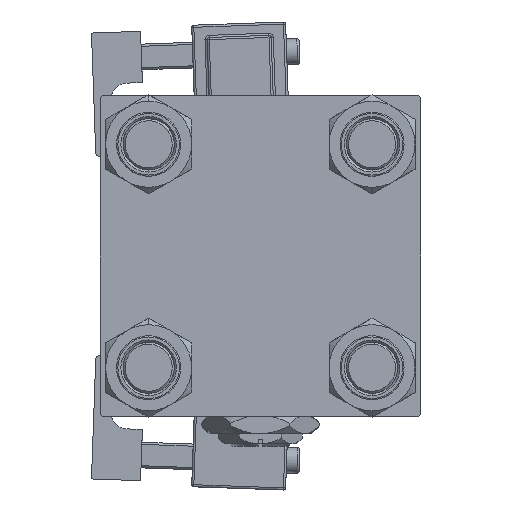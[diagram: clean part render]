
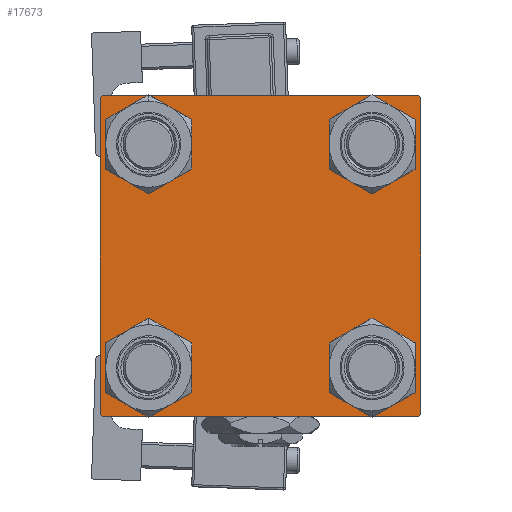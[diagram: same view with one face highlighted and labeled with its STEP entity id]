
A CAD part, left-side view. The second image highlights one B-rep face of the part: STEP entity #17673.
In plain terms, the highlighted planar face has unit normal (-1, 0, 0).
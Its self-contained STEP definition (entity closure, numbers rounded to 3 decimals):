
#920 = VECTOR ( 'NONE', #37238, 1000. ) ;
#1134 = CARTESIAN_POINT ( 'NONE',  ( 0., 37.5, 37.5 ) ) ;
#1372 = CARTESIAN_POINT ( 'NONE',  ( 0., 37., 37.5 ) ) ;
#1460 = LINE ( 'NONE', #5409, #22025 ) ;
#1564 = EDGE_CURVE ( 'NONE', #42788, #51538, #43392, .T. ) ;
#1714 = VECTOR ( 'NONE', #29719, 1000. ) ;
#2395 = CARTESIAN_POINT ( 'NONE',  ( 0., 26.15, -19.65 ) ) ;
#2521 = VERTEX_POINT ( 'NONE', #15231 ) ;
#2668 = EDGE_CURVE ( 'NONE', #16831, #18720, #4213, .T. ) ;
#2691 = VERTEX_POINT ( 'NONE', #42847 ) ;
#2950 = CARTESIAN_POINT ( 'NONE',  ( 0., -37., -37.5 ) ) ;
#3157 = CIRCLE ( 'NONE', #17510, 6.5 ) ;
#4213 = LINE ( 'NONE', #20576, #29906 ) ;
#5409 = CARTESIAN_POINT ( 'NONE',  ( 0., -37.25, 37.25 ) ) ;
#5547 = AXIS2_PLACEMENT_3D ( 'NONE', #55450, #8361, #34019 ) ;
#5571 = CARTESIAN_POINT ( 'NONE',  ( 0., 37.5, -37.5 ) ) ;
#5904 = EDGE_CURVE ( 'NONE', #39899, #8305, #6118, .T. ) ;
#5907 = ORIENTED_EDGE ( 'NONE', *, *, #24698, .T. ) ;
#6118 = CIRCLE ( 'NONE', #33124, 6.5 ) ;
#6852 = CARTESIAN_POINT ( 'NONE',  ( 0., -26.15, -26.15 ) ) ;
#7708 = AXIS2_PLACEMENT_3D ( 'NONE', #6852, #15593, #11354 ) ;
#8224 = CIRCLE ( 'NONE', #5547, 6.5 ) ;
#8305 = VERTEX_POINT ( 'NONE', #38655 ) ;
#8361 = DIRECTION ( 'NONE',  ( 1., 0., 0. ) ) ;
#8508 = CARTESIAN_POINT ( 'NONE',  ( 0., 26.15, 26.15 ) ) ;
#8640 = CARTESIAN_POINT ( 'NONE',  ( 0., 26.15, 26.15 ) ) ;
#8850 = EDGE_CURVE ( 'NONE', #10975, #2691, #11966, .T. ) ;
#10777 = EDGE_CURVE ( 'NONE', #14540, #25864, #20025, .T. ) ;
#10975 = VERTEX_POINT ( 'NONE', #1372 ) ;
#11354 = DIRECTION ( 'NONE',  ( 0., 0., 1. ) ) ;
#11966 = LINE ( 'NONE', #46927, #1714 ) ;
#12452 = DIRECTION ( 'NONE',  ( 1., 0., 0. ) ) ;
#13948 = CARTESIAN_POINT ( 'NONE',  ( 0., -26.15, -19.65 ) ) ;
#13956 = CIRCLE ( 'NONE', #29273, 6.5 ) ;
#13963 = ORIENTED_EDGE ( 'NONE', *, *, #25632, .T. ) ;
#13977 = FACE_BOUND ( 'NONE', #20173, .T. ) ;
#14540 = VERTEX_POINT ( 'NONE', #45453 ) ;
#14709 = DIRECTION ( 'NONE',  ( 1., 0., 0. ) ) ;
#14914 = AXIS2_PLACEMENT_3D ( 'NONE', #16200, #16762, #41329 ) ;
#15104 = ORIENTED_EDGE ( 'NONE', *, *, #2668, .T. ) ;
#15231 = CARTESIAN_POINT ( 'NONE',  ( 0., -26.15, -32.65 ) ) ;
#15593 = DIRECTION ( 'NONE',  ( 1., 0., 0. ) ) ;
#16159 = EDGE_CURVE ( 'NONE', #51538, #42788, #8224, .T. ) ;
#16200 = CARTESIAN_POINT ( 'NONE',  ( 0., -26.15, -26.15 ) ) ;
#16762 = DIRECTION ( 'NONE',  ( 1., 0., 0. ) ) ;
#16831 = VERTEX_POINT ( 'NONE', #2950 ) ;
#17391 = CARTESIAN_POINT ( 'NONE',  ( 0., 26.15, 19.65 ) ) ;
#17510 = AXIS2_PLACEMENT_3D ( 'NONE', #8508, #12452, #38670 ) ;
#17673 = ADVANCED_FACE ( 'NONE', ( #19308, #44701, #31167, #13977, #22719 ), #40467, .T. ) ;
#18720 = VERTEX_POINT ( 'NONE', #22730 ) ;
#19206 = DIRECTION ( 'NONE',  ( 0., 0.707, 0.707 ) ) ;
#19308 = FACE_BOUND ( 'NONE', #30849, .T. ) ;
#20025 = LINE ( 'NONE', #46239, #920 ) ;
#20157 = EDGE_CURVE ( 'NONE', #10975, #55475, #53294, .T. ) ;
#20173 = EDGE_LOOP ( 'NONE', ( #24559, #5907 ) ) ;
#20287 = EDGE_CURVE ( 'NONE', #8305, #39899, #48019, .T. ) ;
#20576 = CARTESIAN_POINT ( 'NONE',  ( 0., -37.25, -37.25 ) ) ;
#20896 = AXIS2_PLACEMENT_3D ( 'NONE', #53448, #44152, #35980 ) ;
#21311 = EDGE_CURVE ( 'NONE', #2691, #14540, #31027, .T. ) ;
#22025 = VECTOR ( 'NONE', #19206, 1000. ) ;
#22278 = ORIENTED_EDGE ( 'NONE', *, *, #20157, .F. ) ;
#22445 = DIRECTION ( 'NONE',  ( 1., 0., 0. ) ) ;
#22719 = FACE_OUTER_BOUND ( 'NONE', #44676, .T. ) ;
#22730 = CARTESIAN_POINT ( 'NONE',  ( 0., -37.5, -37. ) ) ;
#23328 = CARTESIAN_POINT ( 'NONE',  ( 0., -26.15, 32.65 ) ) ;
#24559 = ORIENTED_EDGE ( 'NONE', *, *, #27599, .T. ) ;
#24693 = ORIENTED_EDGE ( 'NONE', *, *, #27041, .T. ) ;
#24698 = EDGE_CURVE ( 'NONE', #36991, #36403, #13956, .T. ) ;
#25488 = VECTOR ( 'NONE', #53569, 1000. ) ;
#25632 = EDGE_CURVE ( 'NONE', #38095, #2521, #48213, .T. ) ;
#25826 = DIRECTION ( 'NONE',  ( 0., 0., 1. ) ) ;
#25864 = VERTEX_POINT ( 'NONE', #31404 ) ;
#25885 = EDGE_CURVE ( 'NONE', #2521, #38095, #49132, .T. ) ;
#26767 = ORIENTED_EDGE ( 'NONE', *, *, #1564, .T. ) ;
#26934 = DIRECTION ( 'NONE',  ( -1., 0., 0. ) ) ;
#27041 = EDGE_CURVE ( 'NONE', #31078, #55475, #1460, .T. ) ;
#27398 = DIRECTION ( 'NONE',  ( 0., 0., 1. ) ) ;
#27599 = EDGE_CURVE ( 'NONE', #36403, #36991, #3157, .T. ) ;
#29273 = AXIS2_PLACEMENT_3D ( 'NONE', #8640, #22445, #25826 ) ;
#29474 = EDGE_LOOP ( 'NONE', ( #13963, #50701 ) ) ;
#29719 = DIRECTION ( 'NONE',  ( 0., 0.707, -0.707 ) ) ;
#29867 = DIRECTION ( 'NONE',  ( 0., -0.707, 0.707 ) ) ;
#29906 = VECTOR ( 'NONE', #29867, 1000. ) ;
#30698 = ORIENTED_EDGE ( 'NONE', *, *, #10777, .T. ) ;
#30794 = CARTESIAN_POINT ( 'NONE',  ( 0., -26.15, 26.15 ) ) ;
#30849 = EDGE_LOOP ( 'NONE', ( #45922, #35218 ) ) ;
#31027 = LINE ( 'NONE', #34710, #32758 ) ;
#31078 = VERTEX_POINT ( 'NONE', #44782 ) ;
#31167 = FACE_BOUND ( 'NONE', #32541, .T. ) ;
#31404 = CARTESIAN_POINT ( 'NONE',  ( 0., 37., -37.5 ) ) ;
#32541 = EDGE_LOOP ( 'NONE', ( #42240, #26767 ) ) ;
#32594 = AXIS2_PLACEMENT_3D ( 'NONE', #36521, #26934, #48382 ) ;
#32758 = VECTOR ( 'NONE', #48513, 1000. ) ;
#33124 = AXIS2_PLACEMENT_3D ( 'NONE', #30794, #14709, #27398 ) ;
#34019 = DIRECTION ( 'NONE',  ( 0., 0., 1. ) ) ;
#34476 = CARTESIAN_POINT ( 'NONE',  ( 0., 26.15, -32.65 ) ) ;
#34710 = CARTESIAN_POINT ( 'NONE',  ( 0., 37.5, 37.5 ) ) ;
#35218 = ORIENTED_EDGE ( 'NONE', *, *, #20287, .T. ) ;
#35980 = DIRECTION ( 'NONE',  ( 0., 0., 1. ) ) ;
#36016 = LINE ( 'NONE', #5571, #43257 ) ;
#36216 = VECTOR ( 'NONE', #51850, 1000. ) ;
#36403 = VERTEX_POINT ( 'NONE', #46929 ) ;
#36521 = CARTESIAN_POINT ( 'NONE',  ( 0., 0., 0. ) ) ;
#36923 = DIRECTION ( 'NONE',  ( 0., 0., 1. ) ) ;
#36991 = VERTEX_POINT ( 'NONE', #17391 ) ;
#37238 = DIRECTION ( 'NONE',  ( 0., -0.707, -0.707 ) ) ;
#37758 = CARTESIAN_POINT ( 'NONE',  ( 0., -26.15, 26.15 ) ) ;
#38095 = VERTEX_POINT ( 'NONE', #13948 ) ;
#38655 = CARTESIAN_POINT ( 'NONE',  ( 0., -26.15, 19.65 ) ) ;
#38670 = DIRECTION ( 'NONE',  ( 0., 0., 1. ) ) ;
#39101 = CARTESIAN_POINT ( 'NONE',  ( 0., -37.5, 37.5 ) ) ;
#39177 = ORIENTED_EDGE ( 'NONE', *, *, #8850, .T. ) ;
#39899 = VERTEX_POINT ( 'NONE', #23328 ) ;
#40467 = PLANE ( 'NONE',  #32594 ) ;
#41329 = DIRECTION ( 'NONE',  ( 0., 0., 1. ) ) ;
#41738 = AXIS2_PLACEMENT_3D ( 'NONE', #37758, #45931, #36923 ) ;
#42240 = ORIENTED_EDGE ( 'NONE', *, *, #16159, .T. ) ;
#42788 = VERTEX_POINT ( 'NONE', #34476 ) ;
#42847 = CARTESIAN_POINT ( 'NONE',  ( 0., 37.5, 37. ) ) ;
#43257 = VECTOR ( 'NONE', #52936, 1000. ) ;
#43328 = LINE ( 'NONE', #39101, #36216 ) ;
#43392 = CIRCLE ( 'NONE', #20896, 6.5 ) ;
#44152 = DIRECTION ( 'NONE',  ( 1., 0., 0. ) ) ;
#44676 = EDGE_LOOP ( 'NONE', ( #47305, #30698, #45680, #15104, #50491, #24693, #22278, #39177 ) ) ;
#44701 = FACE_BOUND ( 'NONE', #29474, .T. ) ;
#44782 = CARTESIAN_POINT ( 'NONE',  ( 0., -37.5, 37. ) ) ;
#45453 = CARTESIAN_POINT ( 'NONE',  ( 0., 37.5, -37. ) ) ;
#45680 = ORIENTED_EDGE ( 'NONE', *, *, #55609, .T. ) ;
#45922 = ORIENTED_EDGE ( 'NONE', *, *, #5904, .T. ) ;
#45931 = DIRECTION ( 'NONE',  ( 1., 0., 0. ) ) ;
#46239 = CARTESIAN_POINT ( 'NONE',  ( 0., 37.25, -37.25 ) ) ;
#46927 = CARTESIAN_POINT ( 'NONE',  ( 0., 37.25, 37.25 ) ) ;
#46929 = CARTESIAN_POINT ( 'NONE',  ( 0., 26.15, 32.65 ) ) ;
#47305 = ORIENTED_EDGE ( 'NONE', *, *, #21311, .T. ) ;
#48019 = CIRCLE ( 'NONE', #41738, 6.5 ) ;
#48213 = CIRCLE ( 'NONE', #14914, 6.5 ) ;
#48382 = DIRECTION ( 'NONE',  ( 0., 0., 1. ) ) ;
#48513 = DIRECTION ( 'NONE',  ( 0., 0., -1. ) ) ;
#49132 = CIRCLE ( 'NONE', #7708, 6.5 ) ;
#50491 = ORIENTED_EDGE ( 'NONE', *, *, #52701, .F. ) ;
#50701 = ORIENTED_EDGE ( 'NONE', *, *, #25885, .T. ) ;
#51538 = VERTEX_POINT ( 'NONE', #2395 ) ;
#51850 = DIRECTION ( 'NONE',  ( 0., 0., -1. ) ) ;
#51948 = CARTESIAN_POINT ( 'NONE',  ( 0., -37., 37.5 ) ) ;
#52701 = EDGE_CURVE ( 'NONE', #31078, #18720, #43328, .T. ) ;
#52936 = DIRECTION ( 'NONE',  ( 0., -1., 0. ) ) ;
#53294 = LINE ( 'NONE', #1134, #25488 ) ;
#53448 = CARTESIAN_POINT ( 'NONE',  ( 0., 26.15, -26.15 ) ) ;
#53569 = DIRECTION ( 'NONE',  ( 0., -1., 0. ) ) ;
#55450 = CARTESIAN_POINT ( 'NONE',  ( 0., 26.15, -26.15 ) ) ;
#55475 = VERTEX_POINT ( 'NONE', #51948 ) ;
#55609 = EDGE_CURVE ( 'NONE', #25864, #16831, #36016, .T. ) ;
